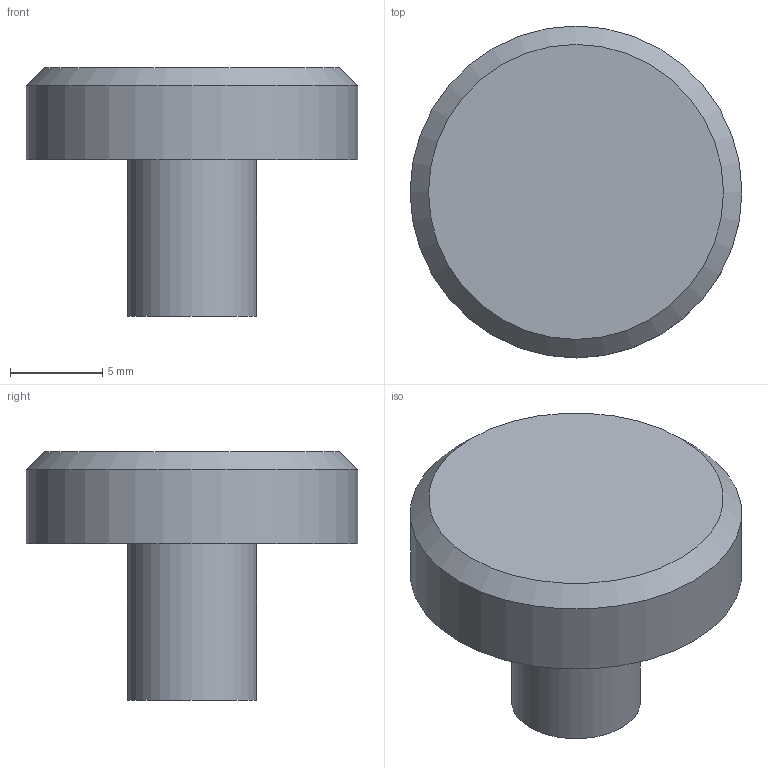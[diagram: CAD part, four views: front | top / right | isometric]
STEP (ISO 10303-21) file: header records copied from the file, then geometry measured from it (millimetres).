
FILE_DESCRIPTION(/* description */ (''),/* implementation_level */ '2;1');
FILE_NAME(/* name */ '5-way-flat-chamfer.step',/* time_stamp */ '2024-04-17T08:37:34-07:00',/* author */ (''),/* organization */ (''),/* preprocessor_version */ 'ST-DEVELOPER v20',/* originating_system */ 'Autodesk Translation Framework v12.20.1.177',/* authorisation */ '');
FILE_SCHEMA (('AUTOMOTIVE_DESIGN { 1 0 10303 214 3 1 1 }'));
Length unit declared in the file: millimetre
Products named in the file (1): 5-way-flat-chamfer
Bounding box: 18 x 18 x 13.5 mm (x, y, z)
Volume: 1517.1 mm3; surface area: 1007.2 mm2
Topology: 1 solids, 1 shells, 11 faces, 20 edges, 13 vertices
Faces by surface type: plane 8, cylinder 2, cone 1
Full cylindrical faces by diameter (mm): 7 x1, 18 x1
Entity records: 304 total; most frequent: DIRECTION 49, CARTESIAN_POINT 45, ORIENTED_EDGE 40, EDGE_CURVE 20, AXIS2_PLACEMENT_3D 17, LINE 15, VECTOR 15, EDGE_LOOP 13
